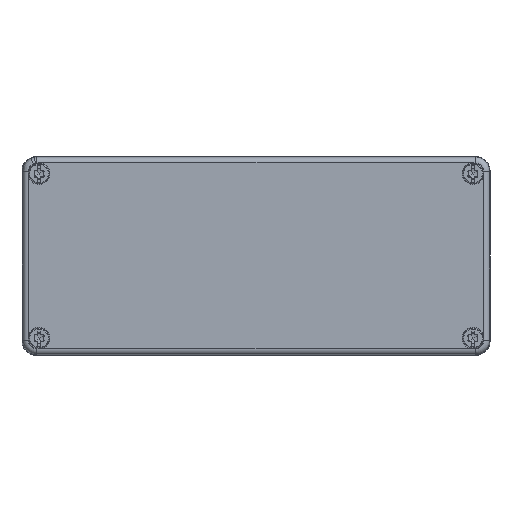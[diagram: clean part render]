
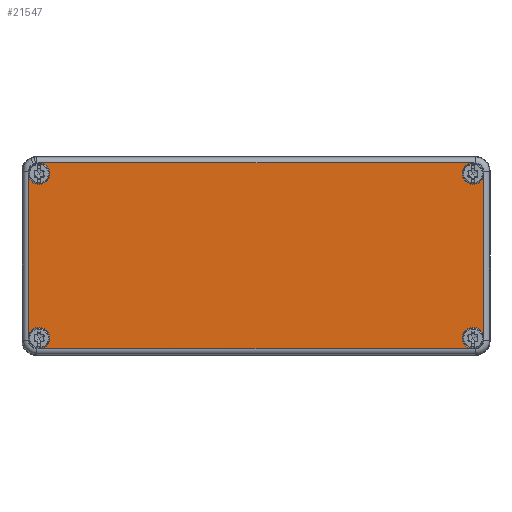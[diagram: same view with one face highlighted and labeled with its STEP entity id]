
A CAD part, top view. The second image highlights one B-rep face of the part: STEP entity #21547.
In plain terms, the highlighted planar face has unit normal (0, 0, 1).
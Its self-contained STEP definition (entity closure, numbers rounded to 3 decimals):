
#21420=AXIS2_PLACEMENT_3D('Plane Axis2P3D',#21417,#21418,#21419) ;
#21494=AXIS2_PLACEMENT_3D('Circle Axis2P3D',#21492,#21493,$) ;
#21499=AXIS2_PLACEMENT_3D('Circle Axis2P3D',#21497,#21498,$) ;
#21506=AXIS2_PLACEMENT_3D('Circle Axis2P3D',#21504,#21505,$) ;
#21511=AXIS2_PLACEMENT_3D('Circle Axis2P3D',#21509,#21510,$) ;
#21518=AXIS2_PLACEMENT_3D('Circle Axis2P3D',#21516,#21517,$) ;
#21523=AXIS2_PLACEMENT_3D('Circle Axis2P3D',#21521,#21522,$) ;
#21530=AXIS2_PLACEMENT_3D('Circle Axis2P3D',#21528,#21529,$) ;
#20439=CARTESIAN_POINT('Vertex',(158.784,2.21,45.)) ;
#20442=CARTESIAN_POINT('Line Origine',(82.5,2.21,45.)) ;
#20446=CARTESIAN_POINT('Vertex',(6.216,2.21,45.)) ;
#20550=CARTESIAN_POINT('Vertex',(162.79,63.784,45.)) ;
#20553=CARTESIAN_POINT('Line Origine',(162.79,35.,45.)) ;
#20557=CARTESIAN_POINT('Vertex',(162.79,6.216,45.)) ;
#20729=CARTESIAN_POINT('Vertex',(6.216,67.79,45.)) ;
#20732=CARTESIAN_POINT('Line Origine',(82.503,67.79,45.)) ;
#20736=CARTESIAN_POINT('Vertex',(158.784,67.79,45.)) ;
#20865=CARTESIAN_POINT('Vertex',(2.21,6.216,45.)) ;
#20868=CARTESIAN_POINT('Line Origine',(2.21,35.,45.)) ;
#20872=CARTESIAN_POINT('Vertex',(2.21,63.784,45.)) ;
#21417=CARTESIAN_POINT('Axis2P3D Location',(82.5,35.,45.)) ;
#21474=CARTESIAN_POINT('Control Point',(6.216,67.79,45.)) ;
#21475=CARTESIAN_POINT('Control Point',(6.597,67.768,45.)) ;
#21476=CARTESIAN_POINT('Control Point',(6.976,67.699,45.)) ;
#21477=CARTESIAN_POINT('Control Point',(7.344,67.582,45.)) ;
#21478=CARTESIAN_POINT('Control Point',(8.042,67.258,45.)) ;
#21479=CARTESIAN_POINT('Control Point',(8.638,66.771,45.)) ;
#21480=CARTESIAN_POINT('Control Point',(8.903,66.491,45.)) ;
#21481=CARTESIAN_POINT('Control Point',(9.359,65.87,45.)) ;
#21482=CARTESIAN_POINT('Control Point',(9.646,65.157,45.)) ;
#21483=CARTESIAN_POINT('Control Point',(9.744,64.783,45.)) ;
#21484=CARTESIAN_POINT('Control Point',(9.795,64.398,45.)) ;
#21485=CARTESIAN_POINT('Control Point',(9.796,64.012,45.)) ;
#21486=CARTESIAN_POINT('Control Point',(9.796,64.008,45.)) ;
#21487=CARTESIAN_POINT('Control Point',(9.796,64.004,45.)) ;
#21488=CARTESIAN_POINT('Control Point',(9.796,64.,45.)) ;
#21489=CARTESIAN_POINT('Vertex',(9.796,64.,45.)) ;
#21492=CARTESIAN_POINT('Axis2P3D Location',(6.,64.,45.)) ;
#21497=CARTESIAN_POINT('Axis2P3D Location',(6.,6.,45.)) ;
#21501=CARTESIAN_POINT('Vertex',(9.796,6.,45.)) ;
#21504=CARTESIAN_POINT('Axis2P3D Location',(6.,6.,45.)) ;
#21509=CARTESIAN_POINT('Axis2P3D Location',(159.,6.,45.)) ;
#21513=CARTESIAN_POINT('Vertex',(155.204,6.,45.)) ;
#21516=CARTESIAN_POINT('Axis2P3D Location',(159.,6.,45.)) ;
#21521=CARTESIAN_POINT('Axis2P3D Location',(159.,64.,45.)) ;
#21525=CARTESIAN_POINT('Vertex',(155.204,64.,45.)) ;
#21528=CARTESIAN_POINT('Axis2P3D Location',(159.,64.,45.)) ;
#20443=DIRECTION('Vector Direction',(-1.,0.,0.)) ;
#20554=DIRECTION('Vector Direction',(0.,-1.,0.)) ;
#20733=DIRECTION('Vector Direction',(1.,0.,0.)) ;
#20869=DIRECTION('Vector Direction',(0.,1.,0.)) ;
#21418=DIRECTION('Axis2P3D Direction',(0.,0.,1.)) ;
#21419=DIRECTION('Axis2P3D XDirection',(-1.,0.,0.)) ;
#21493=DIRECTION('Axis2P3D Direction',(0.,0.,1.)) ;
#21498=DIRECTION('Axis2P3D Direction',(0.,0.,1.)) ;
#21505=DIRECTION('Axis2P3D Direction',(0.,0.,1.)) ;
#21510=DIRECTION('Axis2P3D Direction',(0.,0.,1.)) ;
#21517=DIRECTION('Axis2P3D Direction',(0.,0.,1.)) ;
#21522=DIRECTION('Axis2P3D Direction',(0.,0.,1.)) ;
#21529=DIRECTION('Axis2P3D Direction',(0.,0.,1.)) ;
#20444=VECTOR('Line Direction',#20443,1.) ;
#20555=VECTOR('Line Direction',#20554,1.) ;
#20734=VECTOR('Line Direction',#20733,1.) ;
#20870=VECTOR('Line Direction',#20869,1.) ;
#21534=ORIENTED_EDGE('',*,*,#21491,.T.) ;
#21535=ORIENTED_EDGE('',*,*,#21496,.T.) ;
#21536=ORIENTED_EDGE('',*,*,#20874,.F.) ;
#21537=ORIENTED_EDGE('',*,*,#21503,.T.) ;
#21538=ORIENTED_EDGE('',*,*,#21508,.T.) ;
#21539=ORIENTED_EDGE('',*,*,#20448,.F.) ;
#21540=ORIENTED_EDGE('',*,*,#21515,.T.) ;
#21541=ORIENTED_EDGE('',*,*,#21520,.T.) ;
#21542=ORIENTED_EDGE('',*,*,#20559,.F.) ;
#21543=ORIENTED_EDGE('',*,*,#21527,.T.) ;
#21544=ORIENTED_EDGE('',*,*,#21532,.T.) ;
#21545=ORIENTED_EDGE('',*,*,#20738,.F.) ;
#21547=ADVANCED_FACE('MANIFOLD_SOLID_BREP #23122',(#21546),#21421,.T.) ;
#21473=B_SPLINE_CURVE_WITH_KNOTS('',5,(#21474,#21475,#21476,#21477,#21478,#21479,#21480,#21481,#21482,#21483,#21484,#21485,#21486,#21487,#21488),.UNSPECIFIED.,.F.,.U.,(6,3,3,3,6),(0.,2.706,5.411,8.117,8.145),.UNSPECIFIED.) ;
#21495=CIRCLE('generated circle',#21494,3.796) ;
#21500=CIRCLE('generated circle',#21499,3.796) ;
#21507=CIRCLE('generated circle',#21506,3.796) ;
#21512=CIRCLE('generated circle',#21511,3.796) ;
#21519=CIRCLE('generated circle',#21518,3.796) ;
#21524=CIRCLE('generated circle',#21523,3.796) ;
#21531=CIRCLE('generated circle',#21530,3.796) ;
#20448=EDGE_CURVE('',#20440,#20447,#20445,.T.) ;
#20559=EDGE_CURVE('',#20551,#20558,#20556,.T.) ;
#20738=EDGE_CURVE('',#20730,#20737,#20735,.T.) ;
#20874=EDGE_CURVE('',#20866,#20873,#20871,.T.) ;
#21491=EDGE_CURVE('',#20730,#21490,#21473,.T.) ;
#21496=EDGE_CURVE('',#21490,#20873,#21495,.F.) ;
#21503=EDGE_CURVE('',#20866,#21502,#21500,.F.) ;
#21508=EDGE_CURVE('',#21502,#20447,#21507,.F.) ;
#21515=EDGE_CURVE('',#20440,#21514,#21512,.F.) ;
#21520=EDGE_CURVE('',#21514,#20558,#21519,.F.) ;
#21527=EDGE_CURVE('',#20551,#21526,#21524,.F.) ;
#21532=EDGE_CURVE('',#21526,#20737,#21531,.F.) ;
#21533=EDGE_LOOP('',(#21534,#21535,#21536,#21537,#21538,#21539,#21540,#21541,#21542,#21543,#21544,#21545)) ;
#21546=FACE_OUTER_BOUND('',#21533,.T.) ;
#20445=LINE('Line',#20442,#20444) ;
#20556=LINE('Line',#20553,#20555) ;
#20735=LINE('Line',#20732,#20734) ;
#20871=LINE('Line',#20868,#20870) ;
#21421=PLANE('',#21420) ;
#20440=VERTEX_POINT('',#20439) ;
#20447=VERTEX_POINT('',#20446) ;
#20551=VERTEX_POINT('',#20550) ;
#20558=VERTEX_POINT('',#20557) ;
#20730=VERTEX_POINT('',#20729) ;
#20737=VERTEX_POINT('',#20736) ;
#20866=VERTEX_POINT('',#20865) ;
#20873=VERTEX_POINT('',#20872) ;
#21490=VERTEX_POINT('',#21489) ;
#21502=VERTEX_POINT('',#21501) ;
#21514=VERTEX_POINT('',#21513) ;
#21526=VERTEX_POINT('',#21525) ;
